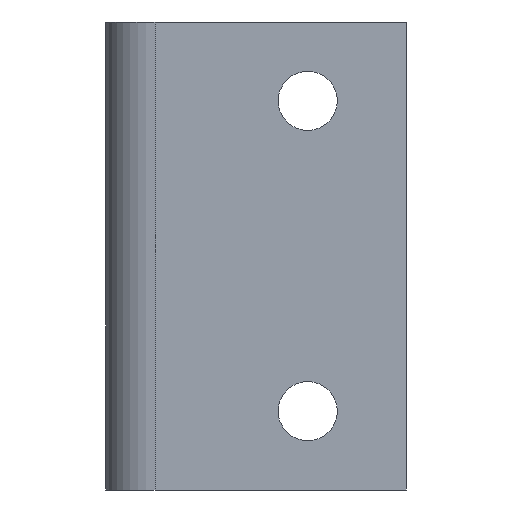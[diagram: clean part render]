
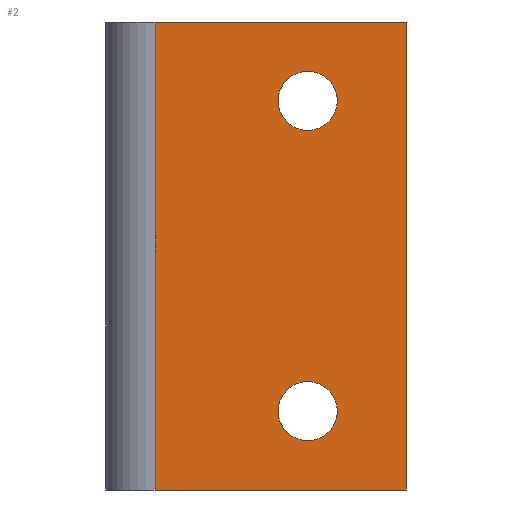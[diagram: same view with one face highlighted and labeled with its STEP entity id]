
A CAD part, front view. The second image highlights one B-rep face of the part: STEP entity #2.
In plain terms, the highlighted planar face has unit normal (0, -1, 0).
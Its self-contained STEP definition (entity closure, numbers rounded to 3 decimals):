
#2 = ADVANCED_FACE ( 'NONE', ( #91, #459, #370 ), #281, .F. ) ;
#6 = ORIENTED_EDGE ( 'NONE', *, *, #299, .F. ) ;
#10 = VECTOR ( 'NONE', #187, 1000. ) ;
#14 = VERTEX_POINT ( 'NONE', #378 ) ;
#17 = CARTESIAN_POINT ( 'NONE',  ( 47., -63., -31.5 ) ) ;
#22 = EDGE_CURVE ( 'NONE', #500, #211, #111, .T. ) ;
#28 = DIRECTION ( 'NONE',  ( -1., 0., 0. ) ) ;
#32 = CARTESIAN_POINT ( 'NONE',  ( 61., -63., 47.5 ) ) ;
#36 = EDGE_CURVE ( 'NONE', #197, #297, #44, .T. ) ;
#44 = CIRCLE ( 'NONE', #462, 6. ) ;
#57 = VECTOR ( 'NONE', #320, 1000. ) ;
#58 = ORIENTED_EDGE ( 'NONE', *, *, #22, .F. ) ;
#63 = CARTESIAN_POINT ( 'NONE',  ( 41., -63., -31.5 ) ) ;
#65 = EDGE_CURVE ( 'NONE', #14, #221, #614, .T. ) ;
#72 = VECTOR ( 'NONE', #367, 1000. ) ;
#78 = CARTESIAN_POINT ( 'NONE',  ( 41., -63., 31.5 ) ) ;
#83 = AXIS2_PLACEMENT_3D ( 'NONE', #535, #215, #567 ) ;
#91 = FACE_OUTER_BOUND ( 'NONE', #468, .T. ) ;
#111 = LINE ( 'NONE', #681, #57 ) ;
#113 = CIRCLE ( 'NONE', #175, 6. ) ;
#119 = LINE ( 'NONE', #507, #250 ) ;
#166 = ORIENTED_EDGE ( 'NONE', *, *, #167, .F. ) ;
#167 = EDGE_CURVE ( 'NONE', #221, #14, #113, .T. ) ;
#175 = AXIS2_PLACEMENT_3D ( 'NONE', #63, #557, #395 ) ;
#187 = DIRECTION ( 'NONE',  ( 1., 0., 0. ) ) ;
#196 = CARTESIAN_POINT ( 'NONE',  ( 61., -63., -47.5 ) ) ;
#197 = VERTEX_POINT ( 'NONE', #233 ) ;
#211 = VERTEX_POINT ( 'NONE', #505 ) ;
#215 = DIRECTION ( 'NONE',  ( 0., -1., 0. ) ) ;
#221 = VERTEX_POINT ( 'NONE', #17 ) ;
#225 = LINE ( 'NONE', #196, #72 ) ;
#233 = CARTESIAN_POINT ( 'NONE',  ( 47., -63., 31.5 ) ) ;
#242 = DIRECTION ( 'NONE',  ( -1., 0., 0. ) ) ;
#244 = CARTESIAN_POINT ( 'NONE',  ( 41., -63., 31.5 ) ) ;
#250 = VECTOR ( 'NONE', #301, 1000. ) ;
#273 = ORIENTED_EDGE ( 'NONE', *, *, #309, .F. ) ;
#274 = ORIENTED_EDGE ( 'NONE', *, *, #65, .F. ) ;
#281 = PLANE ( 'NONE',  #599 ) ;
#286 = VERTEX_POINT ( 'NONE', #513 ) ;
#291 = EDGE_CURVE ( 'NONE', #297, #197, #428, .T. ) ;
#297 = VERTEX_POINT ( 'NONE', #564 ) ;
#299 = EDGE_CURVE ( 'NONE', #286, #500, #119, .T. ) ;
#301 = DIRECTION ( 'NONE',  ( -1., 0., 0. ) ) ;
#306 = CARTESIAN_POINT ( 'NONE',  ( 10., -63., -47.5 ) ) ;
#309 = EDGE_CURVE ( 'NONE', #211, #452, #685, .T. ) ;
#320 = DIRECTION ( 'NONE',  ( 0., 0., 1. ) ) ;
#324 = ORIENTED_EDGE ( 'NONE', *, *, #36, .F. ) ;
#333 = EDGE_LOOP ( 'NONE', ( #432, #324 ) ) ;
#367 = DIRECTION ( 'NONE',  ( 0., 0., -1. ) ) ;
#370 = FACE_BOUND ( 'NONE', #486, .T. ) ;
#378 = CARTESIAN_POINT ( 'NONE',  ( 35., -63., -31.5 ) ) ;
#391 = CARTESIAN_POINT ( 'NONE',  ( 61., -63., -47.5 ) ) ;
#395 = DIRECTION ( 'NONE',  ( -1., 0., 0. ) ) ;
#404 = CARTESIAN_POINT ( 'NONE',  ( 61., -63., 47.5 ) ) ;
#426 = ORIENTED_EDGE ( 'NONE', *, *, #652, .F. ) ;
#428 = CIRCLE ( 'NONE', #671, 6. ) ;
#432 = ORIENTED_EDGE ( 'NONE', *, *, #291, .F. ) ;
#452 = VERTEX_POINT ( 'NONE', #32 ) ;
#459 = FACE_BOUND ( 'NONE', #333, .T. ) ;
#462 = AXIS2_PLACEMENT_3D ( 'NONE', #78, #572, #28 ) ;
#468 = EDGE_LOOP ( 'NONE', ( #6, #426, #273, #58 ) ) ;
#486 = EDGE_LOOP ( 'NONE', ( #274, #166 ) ) ;
#500 = VERTEX_POINT ( 'NONE', #306 ) ;
#504 = DIRECTION ( 'NONE',  ( 0., -1., 0. ) ) ;
#505 = CARTESIAN_POINT ( 'NONE',  ( 10., -63., 47.5 ) ) ;
#507 = CARTESIAN_POINT ( 'NONE',  ( 61., -63., -47.5 ) ) ;
#513 = CARTESIAN_POINT ( 'NONE',  ( 61., -63., -47.5 ) ) ;
#535 = CARTESIAN_POINT ( 'NONE',  ( 41., -63., -31.5 ) ) ;
#551 = DIRECTION ( 'NONE',  ( 0., 1., 0. ) ) ;
#557 = DIRECTION ( 'NONE',  ( 0., -1., 0. ) ) ;
#564 = CARTESIAN_POINT ( 'NONE',  ( 35., -63., 31.5 ) ) ;
#567 = DIRECTION ( 'NONE',  ( -1., 0., 0. ) ) ;
#572 = DIRECTION ( 'NONE',  ( 0., -1., 0. ) ) ;
#599 = AXIS2_PLACEMENT_3D ( 'NONE', #391, #551, #603 ) ;
#603 = DIRECTION ( 'NONE',  ( 0., 0., 1. ) ) ;
#614 = CIRCLE ( 'NONE', #83, 6. ) ;
#652 = EDGE_CURVE ( 'NONE', #452, #286, #225, .T. ) ;
#671 = AXIS2_PLACEMENT_3D ( 'NONE', #244, #504, #242 ) ;
#681 = CARTESIAN_POINT ( 'NONE',  ( 10., -63., -47.5 ) ) ;
#685 = LINE ( 'NONE', #404, #10 ) ;
